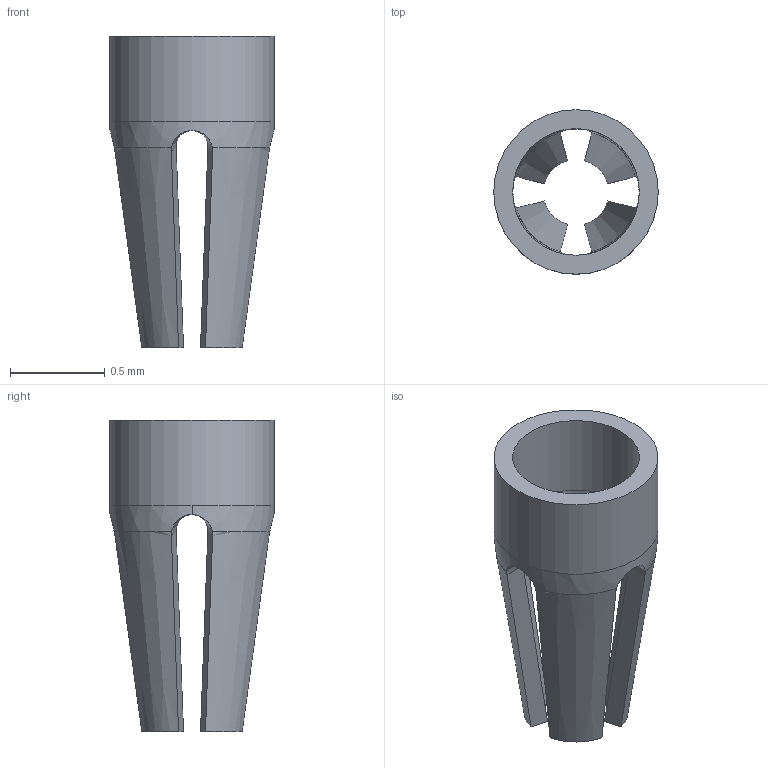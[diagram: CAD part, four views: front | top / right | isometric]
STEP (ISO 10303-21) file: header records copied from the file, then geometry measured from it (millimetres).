
FILE_DESCRIPTION(/* description */ (''),/* implementation_level */ '2;1');
FILE_NAME(/* name */ 'MediumMachineContact v1.step',/* time_stamp */ '2024-01-24T14:54:37-05:00',/* author */ (''),/* organization */ (''),/* preprocessor_version */ 'ST-DEVELOPER v20',/* originating_system */ 'Autodesk Translation Framework v12.14.0.127',/* authorisation */ '');
FILE_SCHEMA (('AUTOMOTIVE_DESIGN { 1 0 10303 214 3 1 1 }'));
Length unit declared in the file: millimetre
Products named in the file (1): MediumMachineContact
Bounding box: 0.87 x 0.87 x 1.65 mm (x, y, z)
Volume: 0.3 mm3; surface area: 6.7 mm2
Topology: 1 solids, 1 shells, 31 faces, 88 edges, 58 vertices
Faces by surface type: plane 13, cone 12, bspline 4, cylinder 2
Full cylindrical faces by diameter (mm): 0.67 x1, 0.87 x1
Entity records: 1645 total; most frequent: CARTESIAN_POINT 798, ORIENTED_EDGE 176, DIRECTION 174, EDGE_CURVE 88, AXIS2_PLACEMENT_3D 70, VERTEX_POINT 58, LINE 34, VECTOR 34
